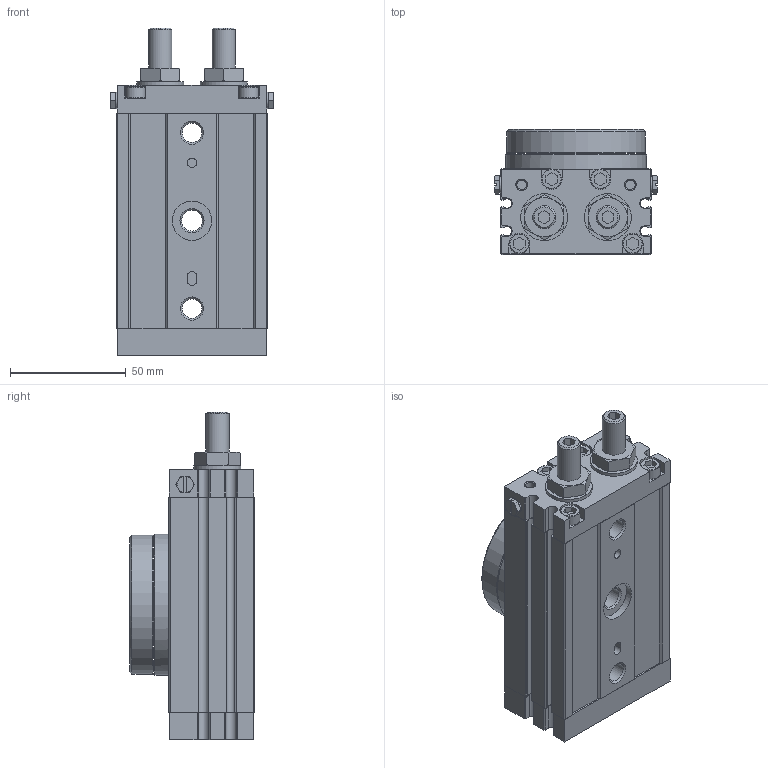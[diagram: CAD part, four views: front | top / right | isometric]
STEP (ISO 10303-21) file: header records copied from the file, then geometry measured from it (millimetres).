
FILE_DESCRIPTION(/* description */ ('STEP AP203'),/* implementation_level */ '2;1');
FILE_NAME(/* name */ 'EMQ20-S-A()',/* time_stamp */ '2024-05-09T16:45:08+02:00',/* author */ ('License CC BY-ND 4.0'),/* organization */ ('CADENAS'),/* preprocessor_version */ 'ST-DEVELOPER v19.3',/* originating_system */ 'PARTsolutions',/* authorisation */ ' ');
FILE_SCHEMA (('CONFIG_CONTROL_DESIGN'));
Length unit declared in the file: millimetre
Products named in the file (3): EMQ20-S-A(); EMQ20-S-A()_body; EMQ20-S-A()_rod
Assembly tree (2 placements, depth 2):
  EMQ20-S-A()
    EMQ20-S-A()_body
    EMQ20-S-A()_rod
Bounding box: 70.4 x 54 x 141.8 mm (x, y, z)
Volume: 300654.8 mm3; surface area: 51858.3 mm2
Topology: 2 solids, 2 shells, 404 faces, 970 edges, 606 vertices
Faces by surface type: plane 240, cone 87, cylinder 69, torus 8
Full cylindrical faces by diameter (mm): 4 x1, 4.134 x2, 4.917 x12, 7 x2, 8.376 x2, 8.5 x4, 8.6 x2, 9 x2, 10 x2, 14 x2, 17 x1, 20.3 x2, 28 x1, 33 x2, 60 x1, 61 x1
Entity records: 11345 total; most frequent: CARTESIAN_POINT 2207, DIRECTION 1832, ORIENTED_EDGE 1768, EDGE_CURVE 884, AXIS2_PLACEMENT_3D 645, VERTEX_POINT 604, EDGE_LOOP 548, FACE_BOUND 548
